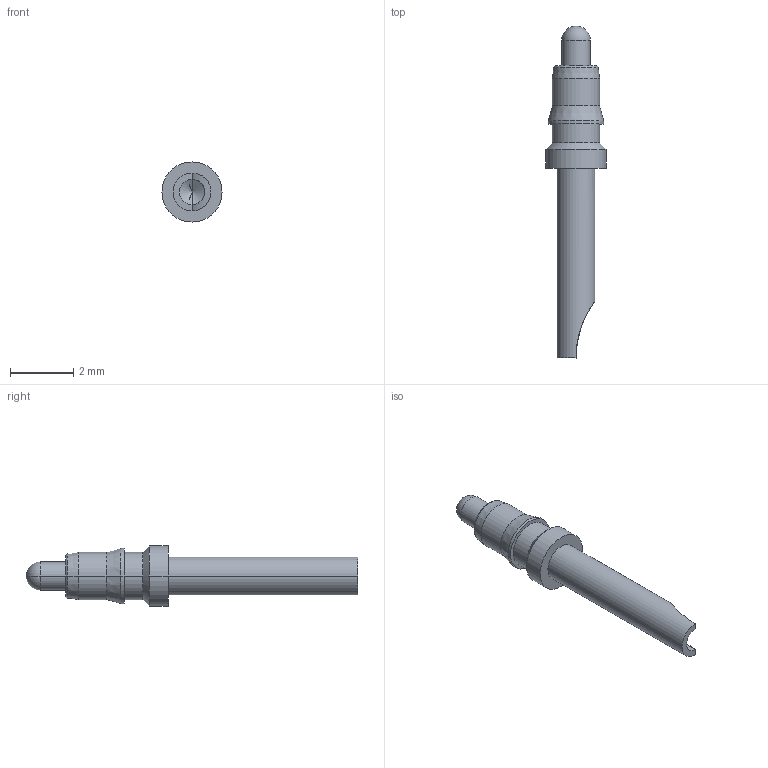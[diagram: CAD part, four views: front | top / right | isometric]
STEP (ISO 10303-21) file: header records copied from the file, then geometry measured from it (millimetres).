
FILE_DESCRIPTION (( 'STEP AP214' ), '1' );
FILE_NAME ('UEBK-12752_2017_09_12.STEP', '2017-09-12T12:15:47', ( '' ), ( '' ), 'SwSTEP 2.0', 'SolidWorks 2017', '' );
FILE_SCHEMA (( 'AUTOMOTIVE_DESIGN' ));
Length unit declared in the file: millimetre
Products named in the file (1): UEBK-12752_2017_09_12
Bounding box: 1.9 x 10.5 x 1.9 mm (x, y, z)
Volume: 12.5 mm3; surface area: 49.7 mm2
Topology: 1 solids, 1 shells, 31 faces, 68 edges, 38 vertices
Faces by surface type: cylinder 15, cone 8, plane 4, sphere 2, torus 2
Entity records: 876 total; most frequent: CARTESIAN_POINT 175, DIRECTION 158, ORIENTED_EDGE 124, AXIS2_PLACEMENT_3D 67, EDGE_CURVE 62, VERTEX_POINT 36, CIRCLE 35, EDGE_LOOP 34
